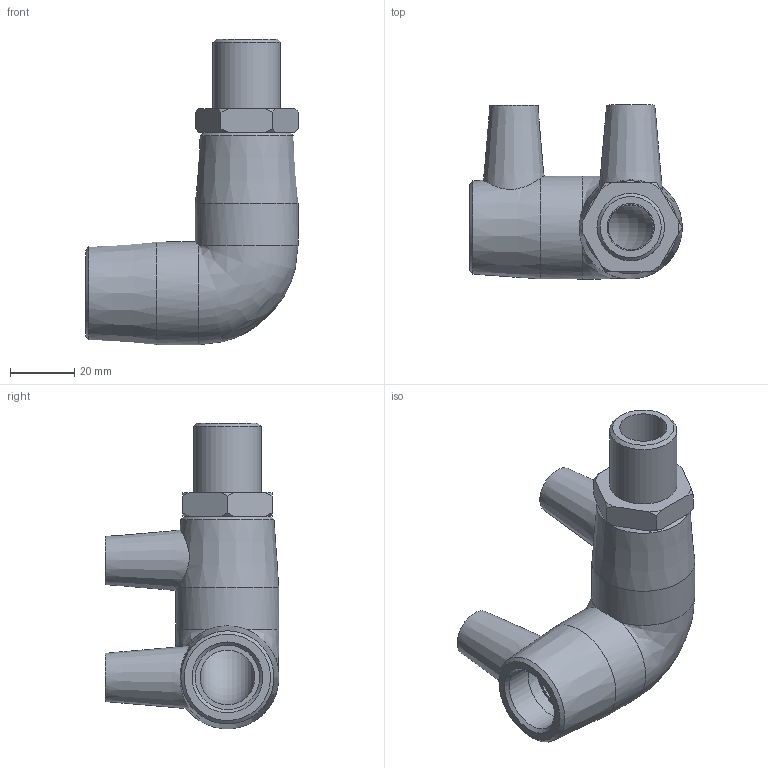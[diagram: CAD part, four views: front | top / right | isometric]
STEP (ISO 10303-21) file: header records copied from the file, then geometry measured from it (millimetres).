
FILE_DESCRIPTION(/* description */ ('PLASSON 90° ELBOW MALE TRANSITION 20-1/2"'),/* implementation_level */ '2;1');
FILE_NAME(/* name */ '492504020005.ipt.stp',/* time_stamp */ '2017-11-06T09:14:44+02:00',/* author */ ('KIM'),/* organization */ (''),/* preprocessor_version */ 'ST-DEVELOPER v15.6',/* originating_system */ 'Autodesk Inventor 2015',/* authorisation */ '');
FILE_SCHEMA (('AUTOMOTIVE_DESIGN { 1 0 10303 214 3 1 1 }'));
Length unit declared in the file: millimetre
Products named in the file (1): 492504020005
Bounding box: 66 x 54 x 94.99 mm (x, y, z)
Volume: 66383 mm3; surface area: 23459.2 mm2
Topology: 1 solids, 2 shells, 61 faces, 136 edges, 87 vertices
Faces by surface type: cone 24, plane 22, cylinder 13, bspline 1, torus 1
Full cylindrical faces by diameter (mm): 4 x2, 10 x2, 14 x1, 14.668 x1, 20 x4, 20.955 x1, 32 x2
Entity records: 1586 total; most frequent: CARTESIAN_POINT 401, DIRECTION 246, ORIENTED_EDGE 202, AXIS2_PLACEMENT_3D 114, EDGE_CURVE 101, EDGE_LOOP 99, VERTEX_POINT 78, FACE_OUTER_BOUND 61
